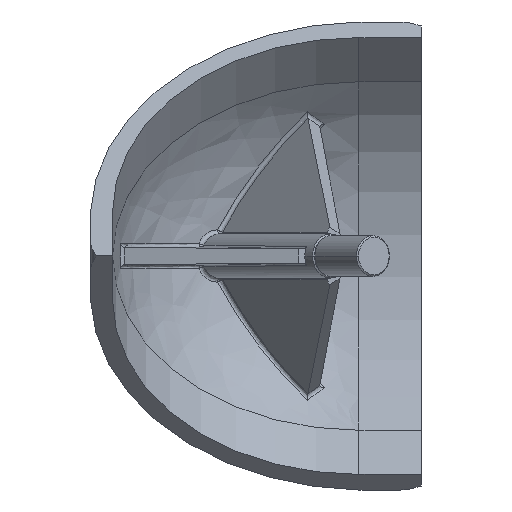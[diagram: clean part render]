
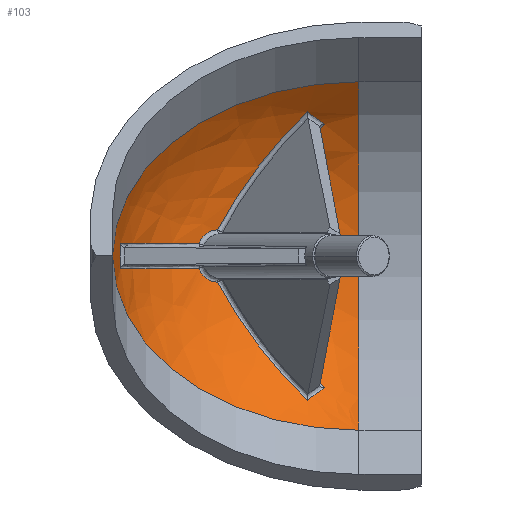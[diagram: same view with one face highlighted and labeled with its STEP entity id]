
A CAD part, left-side view. The second image highlights one B-rep face of the part: STEP entity #103.
In plain terms, the highlighted free-form (B-spline) face has degree [3, 3] with [4, 4] control points.
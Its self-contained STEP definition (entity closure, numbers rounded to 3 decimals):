
#103=ADVANCED_FACE('NONE',(#265,#266),#267,.F.);
#265=FACE_OUTER_BOUND('',#485,.T.);
#266=FACE_BOUND('',#486,.T.);
#267=(B_SPLINE_SURFACE(3,3,((#488,#489,#490,#491),(#492,#493,#494,#495),(#496,#497,#498,#499),(#500,#501,#502,#503)),.UNSPECIFIED.,.F.,.F.,.F.)B_SPLINE_SURFACE_WITH_KNOTS((4,4),(4,4),(0.0,1.0),(0.0,1.0),.UNSPECIFIED.)RATIONAL_B_SPLINE_SURFACE(((1.0,0.805,0.805,1.0),(0.805,0.648,0.648,0.805),(0.805,0.648,0.648,0.805),(1.0,0.805,0.805,1.0)))BOUNDED_SURFACE()REPRESENTATION_ITEM('')GEOMETRIC_REPRESENTATION_ITEM()SURFACE());
#485=EDGE_LOOP('',(#1295,#1296,#1297));
#486=EDGE_LOOP('',(#1298,#1299,#1300,#1301,#1302,#1303,#1304,#1305,#1306,#1307,#1308,#1309));
#488=CARTESIAN_POINT('',(23.688,0.0,-23.688));
#489=CARTESIAN_POINT('',(23.688,0.0,-23.688));
#490=CARTESIAN_POINT('',(23.688,0.0,-23.688));
#491=CARTESIAN_POINT('',(23.688,0.0,-23.688));
#492=CARTESIAN_POINT('',(23.688,19.624,-23.688));
#493=CARTESIAN_POINT('',(31.817,19.624,-15.56));
#494=CARTESIAN_POINT('',(37.564,11.495,-9.812));
#495=CARTESIAN_POINT('',(37.564,0.0,-9.812));
#496=CARTESIAN_POINT('',(13.876,33.5,-13.876));
#497=CARTESIAN_POINT('',(27.752,33.5,0.));
#498=CARTESIAN_POINT('',(37.564,19.624,9.812));
#499=CARTESIAN_POINT('',(37.564,0.,9.812));
#500=CARTESIAN_POINT('',(0.,33.5,0.));
#501=CARTESIAN_POINT('',(13.876,33.5,13.876));
#502=CARTESIAN_POINT('',(23.688,19.624,23.688));
#503=CARTESIAN_POINT('',(23.688,0.,23.688));
#1295=ORIENTED_EDGE('',*,*,#1829,.F.);
#1296=ORIENTED_EDGE('',*,*,#1830,.F.);
#1297=ORIENTED_EDGE('',*,*,#1831,.F.);
#1298=ORIENTED_EDGE('',*,*,#1832,.F.);
#1299=ORIENTED_EDGE('',*,*,#1833,.F.);
#1300=ORIENTED_EDGE('',*,*,#1834,.F.);
#1301=ORIENTED_EDGE('',*,*,#1835,.F.);
#1302=ORIENTED_EDGE('',*,*,#1836,.F.);
#1303=ORIENTED_EDGE('',*,*,#1837,.F.);
#1304=ORIENTED_EDGE('',*,*,#1838,.F.);
#1305=ORIENTED_EDGE('',*,*,#1839,.F.);
#1306=ORIENTED_EDGE('',*,*,#1840,.F.);
#1307=ORIENTED_EDGE('',*,*,#1841,.F.);
#1308=ORIENTED_EDGE('',*,*,#1842,.F.);
#1309=ORIENTED_EDGE('',*,*,#1843,.F.);
#1829=EDGE_CURVE('NONE',#2092,#2093,#2094,.T.);
#1830=EDGE_CURVE('NONE',#2095,#2092,#2096,.T.);
#1831=EDGE_CURVE('NONE',#2093,#2095,#2097,.T.);
#1832=EDGE_CURVE('NONE',#2098,#2099,#2100,.T.);
#1833=EDGE_CURVE('NONE',#2101,#2098,#2102,.T.);
#1834=EDGE_CURVE('NONE',#2103,#2101,#2104,.T.);
#1835=EDGE_CURVE('NONE',#2105,#2103,#2106,.T.);
#1836=EDGE_CURVE('NONE',#2107,#2105,#2108,.T.);
#1837=EDGE_CURVE('NONE',#2109,#2107,#2110,.T.);
#1838=EDGE_CURVE('NONE',#2111,#2109,#2112,.T.);
#1839=EDGE_CURVE('NONE',#2113,#2111,#2114,.T.);
#1840=EDGE_CURVE('NONE',#2115,#2113,#2116,.T.);
#1841=EDGE_CURVE('NONE',#2117,#2115,#2118,.T.);
#1842=EDGE_CURVE('NONE',#2119,#2117,#2120,.T.);
#1843=EDGE_CURVE('NONE',#2099,#2119,#2121,.T.);
#2092=VERTEX_POINT('NONE',#2462);
#2093=VERTEX_POINT('NONE',#2463);
#2094=CIRCLE('',#2464,33.5);
#2095=VERTEX_POINT('NONE',#2465);
#2096=CIRCLE('',#2466,33.5);
#2097=CIRCLE('',#2467,33.5);
#2098=VERTEX_POINT('NONE',#2468);
#2099=VERTEX_POINT('NONE',#2469);
#2100=CIRCLE('',#2470,3.553);
#2101=VERTEX_POINT('NONE',#2471);
#2102=CIRCLE('',#2472,33.469);
#2103=VERTEX_POINT('NONE',#2473);
#2104=CIRCLE('',#2474,33.389);
#2105=VERTEX_POINT('NONE',#2475);
#2106=CIRCLE('',#2476,33.469);
#2107=VERTEX_POINT('NONE',#2477);
#2108=CIRCLE('',#2478,3.553);
#2109=VERTEX_POINT('NONE',#2479);
#2110=CIRCLE('',#2480,33.469);
#2111=VERTEX_POINT('NONE',#2481);
#2112=CIRCLE('',#2482,33.389);
#2113=VERTEX_POINT('NONE',#2483);
#2114=CIRCLE('',#2484,33.469);
#2115=VERTEX_POINT('NONE',#2485);
#2116=CIRCLE('',#2486,3.553);
#2117=VERTEX_POINT('NONE',#2487);
#2118=CIRCLE('',#2488,33.469);
#2119=VERTEX_POINT('NONE',#2489);
#2120=CIRCLE('',#2490,33.389);
#2121=CIRCLE('',#2491,33.469);
#2462=CARTESIAN_POINT('',(0.,33.5,0.));
#2463=CARTESIAN_POINT('',(23.688,0.,23.688));
#2464=AXIS2_PLACEMENT_3D('',#3452,#3453,#3454);
#2465=CARTESIAN_POINT('',(23.688,0.,-23.688));
#2466=AXIS2_PLACEMENT_3D('',#3455,#3456,#3457);
#2467=AXIS2_PLACEMENT_3D('',#3458,#3459,#3460);
#2468=CARTESIAN_POINT('',(27.224,19.196,3.553));
#2469=CARTESIAN_POINT('',(25.409,21.762,1.738));
#2470=AXIS2_PLACEMENT_3D('',#3461,#3462,#3463);
#2471=CARTESIAN_POINT('',(26.24,7.064,19.591));
#2472=AXIS2_PLACEMENT_3D('',#3464,#3465,#3466);
#2473=CARTESIAN_POINT('',(27.91,4.702,17.921));
#2474=AXIS2_PLACEMENT_3D('',#3467,#3468,#3469);
#2475=CARTESIAN_POINT('',(28.962,16.738,1.815));
#2476=AXIS2_PLACEMENT_3D('',#3470,#3471,#3472);
#2477=CARTESIAN_POINT('',(28.962,16.738,-1.815));
#2478=AXIS2_PLACEMENT_3D('',#3473,#3474,#3475);
#2479=CARTESIAN_POINT('',(27.91,4.702,-17.921));
#2480=AXIS2_PLACEMENT_3D('',#3476,#3477,#3478);
#2481=CARTESIAN_POINT('',(26.24,7.064,-19.591));
#2482=AXIS2_PLACEMENT_3D('',#3479,#3480,#3481);
#2483=CARTESIAN_POINT('',(27.224,19.196,-3.553));
#2484=AXIS2_PLACEMENT_3D('',#3482,#3483,#3484);
#2485=CARTESIAN_POINT('',(25.409,21.762,-1.738));
#2486=AXIS2_PLACEMENT_3D('',#3485,#3486,#3487);
#2487=CARTESIAN_POINT('',(8.32,32.407,-1.67));
#2488=AXIS2_PLACEMENT_3D('',#3488,#3489,#3490);
#2489=CARTESIAN_POINT('',(8.32,32.407,1.67));
#2490=AXIS2_PLACEMENT_3D('',#3491,#3492,#3493);
#2491=AXIS2_PLACEMENT_3D('',#3494,#3495,#3496);
#3452=CARTESIAN_POINT('',(0.,0.0,0.));
#3453=DIRECTION('',(0.707,0.0,-0.707));
#3454=DIRECTION('',(0.0,1.0,0.0));
#3455=CARTESIAN_POINT('',(0.0,0.0,0.0));
#3456=DIRECTION('',(0.707,0.0,0.707));
#3457=DIRECTION('',(0.707,0.0,-0.707));
#3458=CARTESIAN_POINT('',(0.0,0.0,0.0));
#3459=DIRECTION('',(0.,1.0,0.));
#3460=DIRECTION('',(0.707,0.,-0.707));
#3461=CARTESIAN_POINT('',(27.198,19.232,0.));
#3462=DIRECTION('',(-0.816,-0.577,0.));
#3463=DIRECTION('',(0.577,-0.816,0.0));
#3464=CARTESIAN_POINT('',(-0.734,1.016,0.724));
#3465=DIRECTION('',(-0.507,0.702,0.5));
#3466=DIRECTION('',(-0.811,-0.586,0.));
#3467=CARTESIAN_POINT('',(1.015,1.896,-1.666));
#3468=DIRECTION('',(-0.373,-0.697,0.612));
#3469=DIRECTION('',(0.,0.66,0.751));
#3470=CARTESIAN_POINT('',(0.713,-1.031,-0.724));
#3471=DIRECTION('',(0.493,-0.712,-0.5));
#3472=DIRECTION('',(0.,0.575,-0.818));
#3473=CARTESIAN_POINT('',(27.198,19.232,0.));
#3474=DIRECTION('',(-0.816,-0.577,0.));
#3475=DIRECTION('',(0.577,-0.816,0.));
#3476=CARTESIAN_POINT('',(0.713,-1.031,0.724));
#3477=DIRECTION('',(0.493,-0.712,0.5));
#3478=DIRECTION('',(0.0,-0.575,-0.818));
#3479=CARTESIAN_POINT('',(1.015,1.896,1.666));
#3480=DIRECTION('',(-0.373,-0.697,-0.612));
#3481=DIRECTION('',(0.,-0.66,0.751));
#3482=CARTESIAN_POINT('',(-0.734,1.016,-0.724));
#3483=DIRECTION('',(-0.507,0.702,-0.5));
#3484=DIRECTION('',(-0.811,-0.586,0.));
#3485=CARTESIAN_POINT('',(27.198,19.232,0.));
#3486=DIRECTION('',(-0.816,-0.577,0.));
#3487=DIRECTION('',(0.577,-0.816,0.0));
#3488=CARTESIAN_POINT('',(-0.01,-0.007,-1.447));
#3489=DIRECTION('',(-0.007,-0.005,-1.));
#3490=DIRECTION('',(-1.,0.0,0.007));
#3491=CARTESIAN_POINT('',(2.681,-0.46,0.0));
#3492=DIRECTION('',(-0.986,0.169,0.0));
#3493=DIRECTION('',(0.169,0.986,0.0));
#3494=CARTESIAN_POINT('',(-0.01,-0.007,1.447));
#3495=DIRECTION('',(-0.007,-0.005,1.));
#3496=DIRECTION('',(1.,0.0,0.007));
